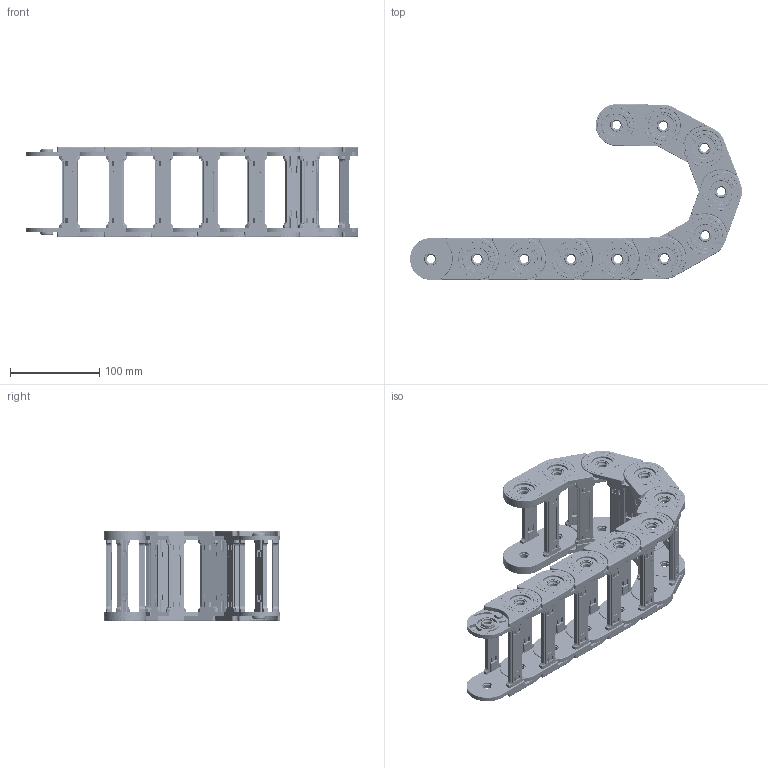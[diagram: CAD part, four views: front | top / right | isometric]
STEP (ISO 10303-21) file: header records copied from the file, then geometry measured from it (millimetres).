
FILE_DESCRIPTION (( 'STEP AP214' ), '1' );
FILE_NAME ('CK30-A080-R075.STEP', '2019-09-16T10:22:43', ( '' ), ( '' ), 'SwSTEP 2.0', 'SolidWorks 2017', '' );
FILE_SCHEMA (( 'AUTOMOTIVE_DESIGN' ));
Length unit declared in the file: millimetre
Products named in the file (2): CK30-A080-R075; CK30-A80_1
Assembly tree (11 placements, depth 2):
  CK30-A080-R075
    CK30-A80_1  x11
Bounding box: 371.7 x 196.7 x 101.25 mm (x, y, z)
Volume: 605895.2 mm3; surface area: 391147.3 mm2
Topology: 44 solids, 44 shells, 11418 faces, 30547 edges, 19701 vertices
Faces by surface type: plane 4774, cylinder 3454, bspline 2970, cone 220
Entity records: 54193 total; most frequent: CARTESIAN_POINT 30955, ORIENTED_EDGE 5510, DIRECTION 3679, EDGE_CURVE 2755, VERTEX_POINT 1791, LINE 1445, VECTOR 1445, EDGE_LOOP 1120
